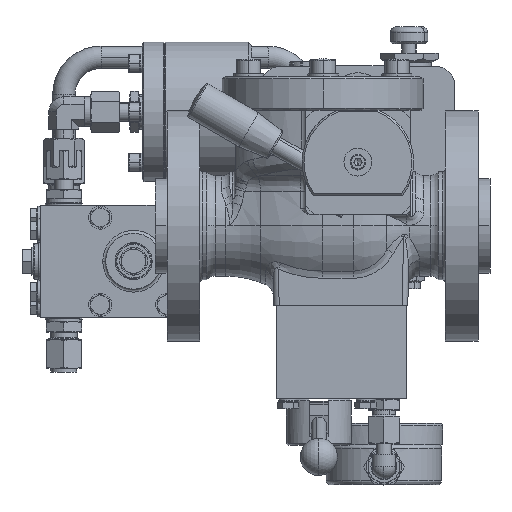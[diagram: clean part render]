
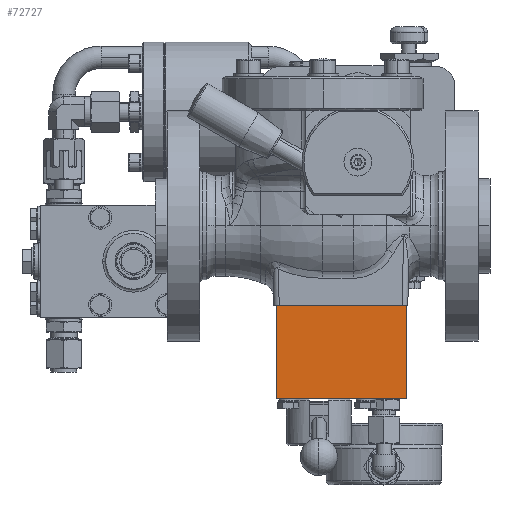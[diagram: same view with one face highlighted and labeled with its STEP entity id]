
A CAD part, top view. The second image highlights one B-rep face of the part: STEP entity #72727.
In plain terms, the highlighted planar face has unit normal (0, 0, 1).
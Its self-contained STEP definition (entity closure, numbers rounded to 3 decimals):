
#1990 = CARTESIAN_POINT ( 'NONE',  ( -26.383, -94.919, 545.333 ) ) ;
#3419 = LINE ( 'NONE', #80665, #9629 ) ;
#7238 = EDGE_CURVE ( 'Defeature ausgef�hrt2_1501+Defeature ausgef�hrt2_1504+Defeature ausgef�hrt2_1499+Defeature ausgef�hrt2_124', #8269, #73200, #3419, .T. ) ;
#8269 = VERTEX_POINT ( 'NONE', #1990 ) ;
#9629 = VECTOR ( 'NONE', #66557, 1000. ) ;
#19160 = CARTESIAN_POINT ( 'NONE',  ( -26.383, -94.919, 545.333 ) ) ;
#21131 = PLANE ( 'NONE',  #35637 ) ;
#31961 = DIRECTION ( 'NONE',  ( -1., 0., 0. ) ) ;
#35637 = AXIS2_PLACEMENT_3D ( 'NONE', #67469, #80455, #67752 ) ;
#36963 = FACE_OUTER_BOUND ( 'NONE', #54533, .T. ) ;
#40202 = EDGE_CURVE ( 'Defeature ausgef�hrt2_1503+Defeature ausgef�hrt2_1504+Defeature ausgef�hrt2_124+Defeature ausgef�hrt2_1499', #53491, #80848, #70013, .T. ) ;
#43273 = VECTOR ( 'NONE', #78767, 1000. ) ;
#44587 = EDGE_CURVE ( 'Defeature ausgef�hrt2_124+Defeature ausgef�hrt2_1504+Defeature ausgef�hrt2_1501+Defeature ausgef�hrt2_1503', #73200, #53491, #66937, .T. ) ;
#45298 = CARTESIAN_POINT ( 'NONE',  ( -26.383, -44.919, 545.333 ) ) ;
#46376 = VECTOR ( 'NONE', #68290, 1000. ) ;
#48784 = ORIENTED_EDGE ( 'NONE', *, *, #44587, .F. ) ;
#52314 = ORIENTED_EDGE ( 'NONE', *, *, #7238, .F. ) ;
#53491 = VERTEX_POINT ( 'NONE', #70617 ) ;
#54533 = EDGE_LOOP ( 'NONE', ( #52314, #79776, #77062, #48784 ) ) ;
#57912 = VECTOR ( 'NONE', #31961, 1000. ) ;
#66557 = DIRECTION ( 'NONE',  ( 0., 1., 0. ) ) ;
#66937 = LINE ( 'NONE', #73810, #46376 ) ;
#67469 = CARTESIAN_POINT ( 'NONE',  ( -26.383, -94.919, 545.333 ) ) ;
#67752 = DIRECTION ( 'NONE',  ( -1., 0., 0. ) ) ;
#68290 = DIRECTION ( 'NONE',  ( 1., 0., 0. ) ) ;
#70013 = LINE ( 'NONE', #73037, #43273 ) ;
#70617 = CARTESIAN_POINT ( 'NONE',  ( 43.617, -44.919, 545.333 ) ) ;
#72727 = ADVANCED_FACE ( 'Defeature ausgef�hrt2_1504', ( #36963 ), #21131, .T. ) ;
#73037 = CARTESIAN_POINT ( 'NONE',  ( 43.617, -44.919, 545.333 ) ) ;
#73200 = VERTEX_POINT ( 'NONE', #45298 ) ;
#73296 = CARTESIAN_POINT ( 'NONE',  ( 43.617, -94.919, 545.333 ) ) ;
#73810 = CARTESIAN_POINT ( 'NONE',  ( -26.383, -44.919, 545.333 ) ) ;
#75420 = LINE ( 'NONE', #19160, #57912 ) ;
#77062 = ORIENTED_EDGE ( 'NONE', *, *, #40202, .F. ) ;
#78767 = DIRECTION ( 'NONE',  ( 0., -1., 0. ) ) ;
#79776 = ORIENTED_EDGE ( 'NONE', *, *, #80683, .F. ) ;
#80455 = DIRECTION ( 'NONE',  ( 0., 0., 1. ) ) ;
#80665 = CARTESIAN_POINT ( 'NONE',  ( -26.383, -44.919, 545.333 ) ) ;
#80683 = EDGE_CURVE ( 'Defeature ausgef�hrt2_1499+Defeature ausgef�hrt2_1504+Defeature ausgef�hrt2_1503+Defeature ausgef�hrt2_1501', #80848, #8269, #75420, .T. ) ;
#80848 = VERTEX_POINT ( 'NONE', #73296 ) ;
